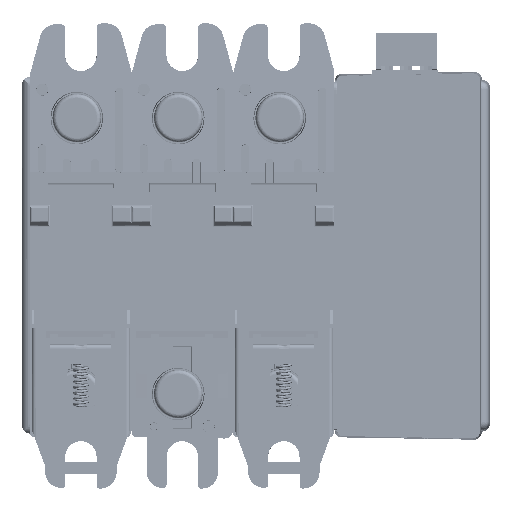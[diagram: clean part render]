
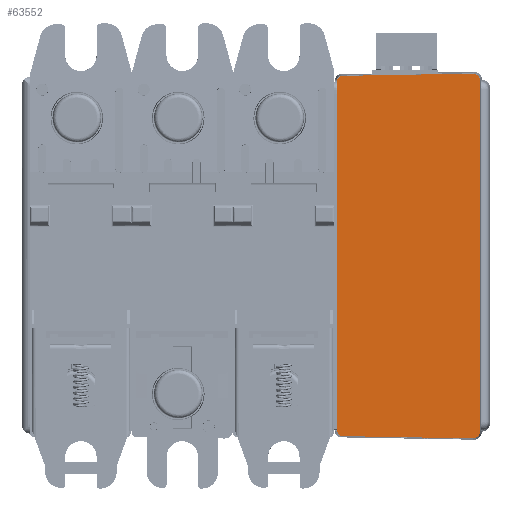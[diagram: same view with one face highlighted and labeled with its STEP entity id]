
A CAD part, front view. The second image highlights one B-rep face of the part: STEP entity #63552.
In plain terms, the highlighted planar face has unit normal (0, -1, 0).
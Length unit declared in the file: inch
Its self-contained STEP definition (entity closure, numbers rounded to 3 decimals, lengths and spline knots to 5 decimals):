
#1894 = CARTESIAN_POINT ( 'NONE',  ( -0.0002, -0.09449, -0.05885 ) ) ;
#4694 = ORIENTED_EDGE ( 'NONE', *, *, #67216, .F. ) ;
#4925 = DIRECTION ( 'NONE',  ( 1., 0., 0. ) ) ;
#5673 = ORIENTED_EDGE ( 'NONE', *, *, #198314, .T. ) ;
#6640 = AXIS2_PLACEMENT_3D ( 'NONE', #54349, #52941, #135726 ) ;
#8185 = CARTESIAN_POINT ( 'NONE',  ( 3.51898, -0.09449, -1.39288 ) ) ;
#8779 = CARTESIAN_POINT ( 'NONE',  ( 0.05884, -0.09449, -0.00082 ) ) ;
#9445 = EDGE_CURVE ( 'NONE', #96016, #29211, #39615, .T. ) ;
#13353 = ORIENTED_EDGE ( 'NONE', *, *, #9445, .F. ) ;
#16824 = CARTESIAN_POINT ( 'NONE',  ( 3.51674, -0.09449, -1.31276 ) ) ;
#18046 = VECTOR ( 'NONE', #4925, 39.37008 ) ;
#18676 = CARTESIAN_POINT ( 'NONE',  ( -0.02242, -0.09449, -1.33189 ) ) ;
#19910 = VECTOR ( 'NONE', #24320, 39.37008 ) ;
#24320 = DIRECTION ( 'NONE',  ( 0.017, 0., -1. ) ) ;
#26412 = EDGE_LOOP ( 'NONE', ( #106859, #80085, #4694, #200942, #13353, #5673, #195857, #34814, #169611 ) ) ;
#27851 = FACE_OUTER_BOUND ( 'NONE', #26412, .T. ) ;
#29211 = VERTEX_POINT ( 'NONE', #202024 ) ;
#34714 = CARTESIAN_POINT ( 'NONE',  ( 3.48478, -0.09449, -1.39288 ) ) ;
#34814 = ORIENTED_EDGE ( 'NONE', *, *, #209362, .F. ) ;
#36118 = CARTESIAN_POINT ( 'NONE',  ( 3.51756, -0.09449, -1.35952 ) ) ;
#39615 = LINE ( 'NONE', #18676, #208042 ) ;
#43728 = VERTEX_POINT ( 'NONE', #119668 ) ;
#44019 = EDGE_CURVE ( 'NONE', #197609, #43728, #75580, .T. ) ;
#45786 = CARTESIAN_POINT ( 'NONE',  ( 3.49426, -0.09449, -0.02474 ) ) ;
#48337 = CARTESIAN_POINT ( 'NONE',  ( 0.02473, -0.09449, -0.00082 ) ) ;
#52941 = DIRECTION ( 'NONE',  ( 0., 1., 0. ) ) ;
#54349 = CARTESIAN_POINT ( 'NONE',  ( 3.51898, -0.09449, -1.3937 ) ) ;
#55531 = VERTEX_POINT ( 'NONE', #150634 ) ;
#57181 = CARTESIAN_POINT ( 'NONE',  ( 3.51674, -0.09449, -1.31276 ) ) ;
#58124 = LINE ( 'NONE', #203330, #19910 ) ;
#62873 =( BOUNDED_CURVE ( )  B_SPLINE_CURVE ( 3, ( #165233, #48337, #163131, #1894 ),
 .UNSPECIFIED., .F., .F. ) 
 B_SPLINE_CURVE_WITH_KNOTS ( ( 4, 4 ),
 ( 5.50655, 7.05982 ),
 .UNSPECIFIED. ) 
 CURVE ( )  GEOMETRIC_REPRESENTATION_ITEM ( )  RATIONAL_B_SPLINE_CURVE ( ( 1., 0.809, 0.809, 1. ) ) 
 REPRESENTATION_ITEM ( '' )  );
#63552 = ADVANCED_FACE ( 'NONE', ( #27851 ), #103571, .F. ) ;
#64687 =( BOUNDED_CURVE ( )  B_SPLINE_CURVE ( 3, ( #167701, #45786, #174788, #128527 ),
 .UNSPECIFIED., .F., .F. ) 
 B_SPLINE_CURVE_WITH_KNOTS ( ( 4, 4 ),
 ( 5.50655, 7.05982 ),
 .UNSPECIFIED. ) 
 CURVE ( )  GEOMETRIC_REPRESENTATION_ITEM ( )  RATIONAL_B_SPLINE_CURVE ( ( 1., 0.809, 0.809, 1. ) ) 
 REPRESENTATION_ITEM ( '' )  );
#67216 = EDGE_CURVE ( 'NONE', #71394, #55531, #132907, .T. ) ;
#68511 = EDGE_CURVE ( 'NONE', #127296, #55531, #64687, .T. ) ;
#70129 = CARTESIAN_POINT ( 'NONE',  ( 3.43802, -0.09449, -1.39288 ) ) ;
#71394 = VERTEX_POINT ( 'NONE', #8779 ) ;
#74274 = CARTESIAN_POINT ( 'NONE',  ( -0.0221, -0.09449, -1.31414 ) ) ;
#75580 =( BOUNDED_CURVE ( )  B_SPLINE_CURVE ( 3, ( #175102, #93156, #95990, #160832 ),
 .UNSPECIFIED., .F., .F. ) 
 B_SPLINE_CURVE_WITH_KNOTS ( ( 4, 4 ),
 ( 5.50655, 7.07727 ),
 .UNSPECIFIED. ) 
 CURVE ( )  GEOMETRIC_REPRESENTATION_ITEM ( )  RATIONAL_B_SPLINE_CURVE ( ( 1., 0.805, 0.805, 1. ) ) 
 REPRESENTATION_ITEM ( '' )  );
#80085 = ORIENTED_EDGE ( 'NONE', *, *, #68511, .T. ) ;
#88186 = DIRECTION ( 'NONE',  ( -1., 0., 0. ) ) ;
#90198 = VERTEX_POINT ( 'NONE', #57181 ) ;
#93156 = CARTESIAN_POINT ( 'NONE',  ( -0.0221, -0.09449, -1.36026 ) ) ;
#95990 = CARTESIAN_POINT ( 'NONE',  ( 0.01051, -0.09449, -1.39288 ) ) ;
#96016 = VERTEX_POINT ( 'NONE', #128755 ) ;
#103571 = PLANE ( 'NONE',  #6640 ) ;
#104249 = CARTESIAN_POINT ( 'NONE',  ( 3.49486, -0.09449, -0.05885 ) ) ;
#106859 = ORIENTED_EDGE ( 'NONE', *, *, #139809, .F. ) ;
#117674 = EDGE_CURVE ( 'NONE', #199531, #90198, #120383, .T. ) ;
#119668 = CARTESIAN_POINT ( 'NONE',  ( 0.05664, -0.09449, -1.39288 ) ) ;
#120383 =( BOUNDED_CURVE ( )  B_SPLINE_CURVE ( 3, ( #197957, #34714, #36118, #16824 ),
 .UNSPECIFIED., .F., .F. ) 
 B_SPLINE_CURVE_WITH_KNOTS ( ( 4, 4 ),
 ( 5.4891, 7.07727 ),
 .UNSPECIFIED. ) 
 CURVE ( )  GEOMETRIC_REPRESENTATION_ITEM ( )  RATIONAL_B_SPLINE_CURVE ( ( 1., 0.801, 0.801, 1. ) ) 
 REPRESENTATION_ITEM ( '' )  );
#127296 = VERTEX_POINT ( 'NONE', #104249 ) ;
#128527 = CARTESIAN_POINT ( 'NONE',  ( 3.43581, -0.09449, -0.00082 ) ) ;
#128755 = CARTESIAN_POINT ( 'NONE',  ( -0.02209, -0.09449, -1.31276 ) ) ;
#132907 = LINE ( 'NONE', #167505, #18046 ) ;
#135726 = DIRECTION ( 'NONE',  ( 0., 0., 1. ) ) ;
#139707 = VECTOR ( 'NONE', #88186, 39.37008 ) ;
#139809 = EDGE_CURVE ( 'NONE', #127296, #90198, #58124, .T. ) ;
#150634 = CARTESIAN_POINT ( 'NONE',  ( 3.43581, -0.09449, -0.00082 ) ) ;
#152994 =( BOUNDED_CURVE ( )  B_SPLINE_CURVE ( 3, ( #191991, #160560, #176985, #74274 ),
 .UNSPECIFIED., .F., .F. ) 
 B_SPLINE_CURVE_WITH_KNOTS ( ( 4, 4 ),
 ( 5.4891, 5.50655 ),
 .UNSPECIFIED. ) 
 CURVE ( )  GEOMETRIC_REPRESENTATION_ITEM ( )  RATIONAL_B_SPLINE_CURVE ( ( 1., 1., 1., 1. ) ) 
 REPRESENTATION_ITEM ( '' )  );
#160560 = CARTESIAN_POINT ( 'NONE',  ( -0.0221, -0.09449, -1.31322 ) ) ;
#160832 = CARTESIAN_POINT ( 'NONE',  ( 0.05664, -0.09449, -1.39288 ) ) ;
#163131 = CARTESIAN_POINT ( 'NONE',  ( 0.00039, -0.09449, -0.02474 ) ) ;
#165233 = CARTESIAN_POINT ( 'NONE',  ( 0.05884, -0.09449, -0.00082 ) ) ;
#165599 = DIRECTION ( 'NONE',  ( 0.017, 0., 1. ) ) ;
#167505 = CARTESIAN_POINT ( 'NONE',  ( 3.51898, -0.09449, -0.00082 ) ) ;
#167701 = CARTESIAN_POINT ( 'NONE',  ( 3.49486, -0.09449, -0.05885 ) ) ;
#169611 = ORIENTED_EDGE ( 'NONE', *, *, #117674, .T. ) ;
#174788 = CARTESIAN_POINT ( 'NONE',  ( 3.46993, -0.09449, -0.00082 ) ) ;
#175102 = CARTESIAN_POINT ( 'NONE',  ( -0.0221, -0.09449, -1.31414 ) ) ;
#176985 = CARTESIAN_POINT ( 'NONE',  ( -0.0221, -0.09449, -1.31368 ) ) ;
#180872 = EDGE_CURVE ( 'NONE', #71394, #29211, #62873, .T. ) ;
#183073 = LINE ( 'NONE', #8185, #139707 ) ;
#185315 = CARTESIAN_POINT ( 'NONE',  ( -0.0221, -0.09449, -1.31414 ) ) ;
#191991 = CARTESIAN_POINT ( 'NONE',  ( -0.02209, -0.09449, -1.31276 ) ) ;
#195857 = ORIENTED_EDGE ( 'NONE', *, *, #44019, .T. ) ;
#197609 = VERTEX_POINT ( 'NONE', #185315 ) ;
#197957 = CARTESIAN_POINT ( 'NONE',  ( 3.43802, -0.09449, -1.39288 ) ) ;
#198314 = EDGE_CURVE ( 'NONE', #96016, #197609, #152994, .T. ) ;
#199531 = VERTEX_POINT ( 'NONE', #70129 ) ;
#200942 = ORIENTED_EDGE ( 'NONE', *, *, #180872, .T. ) ;
#202024 = CARTESIAN_POINT ( 'NONE',  ( -0.0002, -0.09449, -0.05885 ) ) ;
#203330 = CARTESIAN_POINT ( 'NONE',  ( 3.51816, -0.09449, -1.39372 ) ) ;
#208042 = VECTOR ( 'NONE', #165599, 39.37008 ) ;
#209362 = EDGE_CURVE ( 'NONE', #199531, #43728, #183073, .T. ) ;
